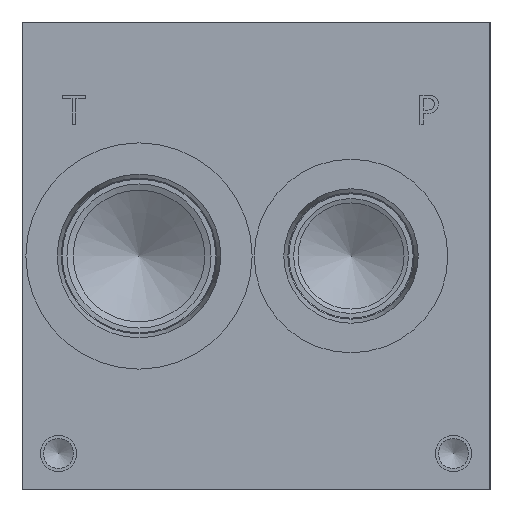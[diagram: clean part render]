
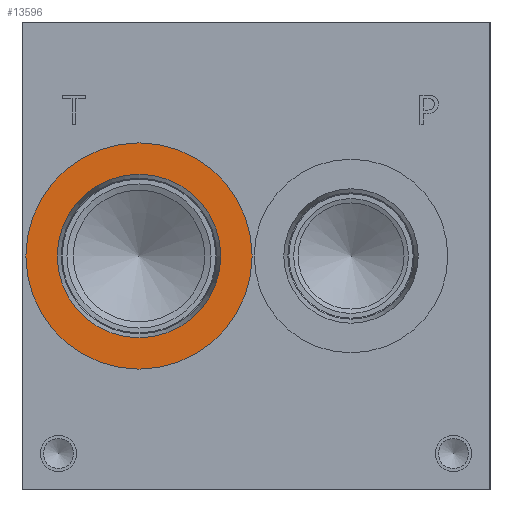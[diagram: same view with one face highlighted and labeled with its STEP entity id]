
A CAD part, left-side view. The second image highlights one B-rep face of the part: STEP entity #13596.
In plain terms, the highlighted planar face has unit normal (-1, 0, 0).
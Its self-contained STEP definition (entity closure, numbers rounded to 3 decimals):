
#278=CIRCLE('',#14281,24.562);
#279=CIRCLE('',#14282,24.562);
#280=CIRCLE('',#14284,17.755);
#281=CIRCLE('',#14285,17.755);
#1006=FACE_BOUND('',#2420,.T.);
#1639=FACE_OUTER_BOUND('',#2419,.T.);
#2419=EDGE_LOOP('',(#11526,#11527));
#2420=EDGE_LOOP('',(#11528,#11529));
#6210=VERTEX_POINT('',#22937);
#6211=VERTEX_POINT('',#22939);
#6212=VERTEX_POINT('',#22943);
#6213=VERTEX_POINT('',#22944);
#8038=EDGE_CURVE('',#6210,#6211,#278,.T.);
#8039=EDGE_CURVE('',#6211,#6210,#279,.T.);
#8040=EDGE_CURVE('',#6212,#6213,#280,.T.);
#8041=EDGE_CURVE('',#6213,#6212,#281,.T.);
#11526=ORIENTED_EDGE('',*,*,#8039,.F.);
#11527=ORIENTED_EDGE('',*,*,#8038,.F.);
#11528=ORIENTED_EDGE('',*,*,#8040,.T.);
#11529=ORIENTED_EDGE('',*,*,#8041,.T.);
#12461=PLANE('',#14283);
#13596=ADVANCED_FACE('',(#1639,#1006),#12461,.F.);
#14281=AXIS2_PLACEMENT_3D('',#22940,#16878,#16879);
#14282=AXIS2_PLACEMENT_3D('',#22941,#16880,#16881);
#14283=AXIS2_PLACEMENT_3D('',#22942,#16882,#16883);
#14284=AXIS2_PLACEMENT_3D('',#22945,#16884,#16885);
#14285=AXIS2_PLACEMENT_3D('',#22946,#16886,#16887);
#16878=DIRECTION('center_axis',(1.,0.,0.));
#16879=DIRECTION('ref_axis',(0.,0.,-1.));
#16880=DIRECTION('center_axis',(1.,0.,0.));
#16881=DIRECTION('ref_axis',(0.,0.,-1.));
#16882=DIRECTION('center_axis',(1.,0.,0.));
#16883=DIRECTION('ref_axis',(0.,0.,-1.));
#16884=DIRECTION('center_axis',(1.,0.,0.));
#16885=DIRECTION('ref_axis',(0.,0.,-1.));
#16886=DIRECTION('center_axis',(1.,0.,0.));
#16887=DIRECTION('ref_axis',(0.,0.,-1.));
#22937=CARTESIAN_POINT('',(0.787,76.2,26.238));
#22939=CARTESIAN_POINT('',(0.787,76.2,75.362));
#22940=CARTESIAN_POINT('Origin',(0.787,76.2,50.8));
#22941=CARTESIAN_POINT('Origin',(0.787,76.2,50.8));
#22942=CARTESIAN_POINT('Origin',(0.787,76.2,68.555));
#22943=CARTESIAN_POINT('',(0.787,76.2,68.555));
#22944=CARTESIAN_POINT('',(0.787,76.2,33.045));
#22945=CARTESIAN_POINT('Origin',(0.787,76.2,50.8));
#22946=CARTESIAN_POINT('Origin',(0.787,76.2,50.8));
